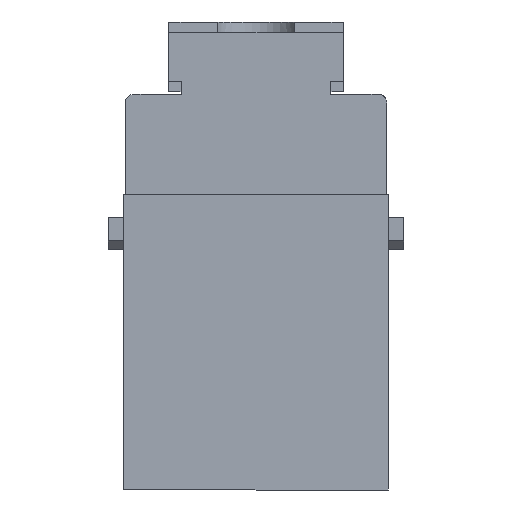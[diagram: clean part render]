
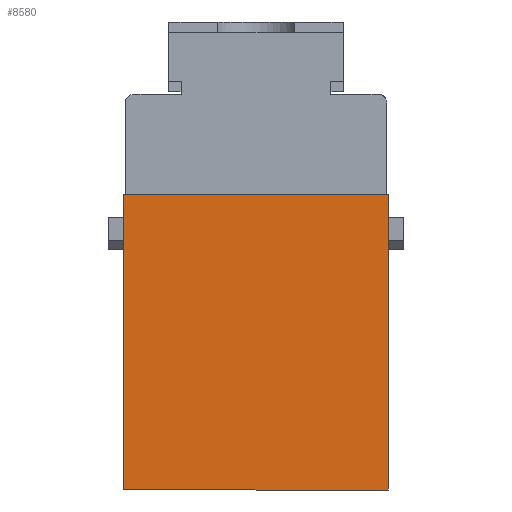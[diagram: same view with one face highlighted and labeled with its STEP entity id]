
A CAD part, left-side view. The second image highlights one B-rep face of the part: STEP entity #8580.
In plain terms, the highlighted planar face has unit normal (-1, 0, 0).
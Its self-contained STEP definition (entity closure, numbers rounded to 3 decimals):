
#8567=AXIS2_PLACEMENT_3D('Plane Axis2P3D',#8564,#8565,#8566) ;
#7678=CARTESIAN_POINT('Vertex',(0.,1.775,0.)) ;
#7681=CARTESIAN_POINT('Line Origine',(0.,16.925,0.)) ;
#7685=CARTESIAN_POINT('Vertex',(0.,32.075,0.)) ;
#8312=CARTESIAN_POINT('Vertex',(0.,32.075,33.85)) ;
#8320=CARTESIAN_POINT('Line Origine',(0.,32.075,16.925)) ;
#8499=CARTESIAN_POINT('Vertex',(0.,1.775,33.85)) ;
#8502=CARTESIAN_POINT('Line Origine',(0.,1.775,16.925)) ;
#8564=CARTESIAN_POINT('Axis2P3D Location',(0.,31.925,14.85)) ;
#8569=CARTESIAN_POINT('Line Origine',(0.,16.925,33.85)) ;
#7682=DIRECTION('Vector Direction',(0.,1.,0.)) ;
#8321=DIRECTION('Vector Direction',(0.,0.,-1.)) ;
#8503=DIRECTION('Vector Direction',(0.,0.,1.)) ;
#8565=DIRECTION('Axis2P3D Direction',(1.,0.,0.)) ;
#8566=DIRECTION('Axis2P3D XDirection',(0.,1.,0.)) ;
#8570=DIRECTION('Vector Direction',(0.,-1.,0.)) ;
#7683=VECTOR('Line Direction',#7682,1.) ;
#8322=VECTOR('Line Direction',#8321,1.) ;
#8504=VECTOR('Line Direction',#8503,1.) ;
#8571=VECTOR('Line Direction',#8570,1.) ;
#8575=ORIENTED_EDGE('',*,*,#8573,.F.) ;
#8576=ORIENTED_EDGE('',*,*,#8324,.T.) ;
#8577=ORIENTED_EDGE('',*,*,#7687,.F.) ;
#8578=ORIENTED_EDGE('',*,*,#8506,.T.) ;
#8580=ADVANCED_FACE('Hauptk\X2\00F6\X0\rper',(#8579),#8568,.F.) ;
#7687=EDGE_CURVE('',#7679,#7686,#7684,.T.) ;
#8324=EDGE_CURVE('',#8313,#7686,#8323,.T.) ;
#8506=EDGE_CURVE('',#7679,#8500,#8505,.T.) ;
#8573=EDGE_CURVE('',#8313,#8500,#8572,.T.) ;
#8574=EDGE_LOOP('',(#8575,#8576,#8577,#8578)) ;
#8579=FACE_OUTER_BOUND('',#8574,.T.) ;
#7684=LINE('Line',#7681,#7683) ;
#8323=LINE('Line',#8320,#8322) ;
#8505=LINE('Line',#8502,#8504) ;
#8572=LINE('Line',#8569,#8571) ;
#8568=PLANE('',#8567) ;
#7679=VERTEX_POINT('',#7678) ;
#7686=VERTEX_POINT('',#7685) ;
#8313=VERTEX_POINT('',#8312) ;
#8500=VERTEX_POINT('',#8499) ;
